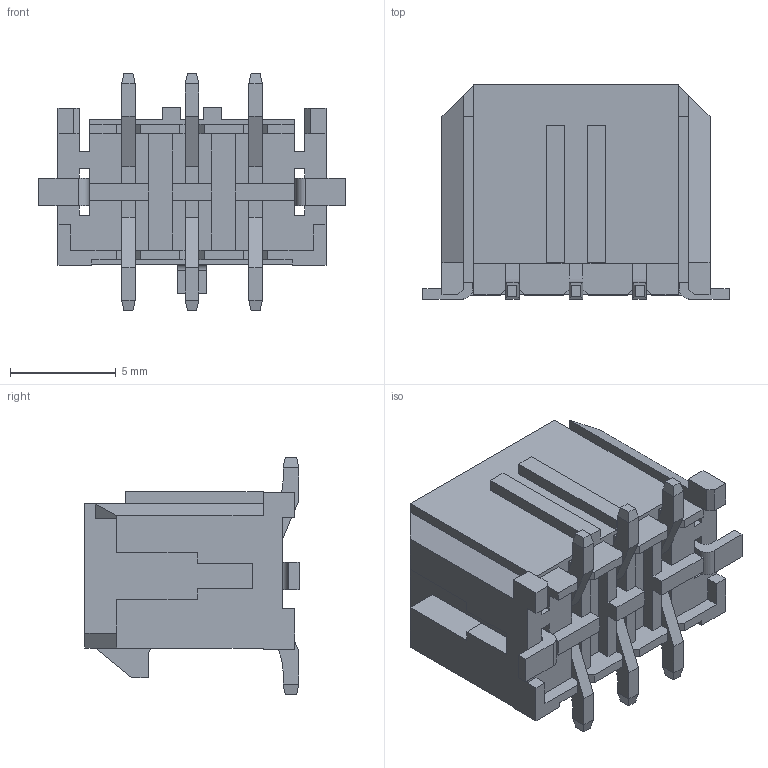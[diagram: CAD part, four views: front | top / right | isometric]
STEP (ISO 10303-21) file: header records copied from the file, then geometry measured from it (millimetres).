
FILE_DESCRIPTION((''),'2;1');
FILE_NAME('FWF30016-D06','2022-05-27T',('工程三'),(''),'PRO/ENGINEER BY PARAMETRIC TECHNOLOGY CORPORATION, 2010280','PRO/ENGINEER BY PARAMETRIC TECHNOLOGY CORPORATION, 2010280','');
FILE_SCHEMA(('CONFIG_CONTROL_DESIGN'));
Length unit declared in the file: millimetre
Products named in the file (1): FWF30016-D06
Bounding box: 14.45 x 10.11 x 11.2 mm (x, y, z)
Volume: 467.4 mm3; surface area: 1345.5 mm2
Topology: 1 solids, 1 shells, 342 faces, 915 edges, 590 vertices
Faces by surface type: plane 331, cylinder 11
Entity records: 10427 total; most frequent: CARTESIAN_POINT 1847, ORIENTED_EDGE 1830, DIRECTION 1621, EDGE_CURVE 915, VECTOR 893, LINE 893, VERTEX_POINT 590, AXIS2_PLACEMENT_3D 364
